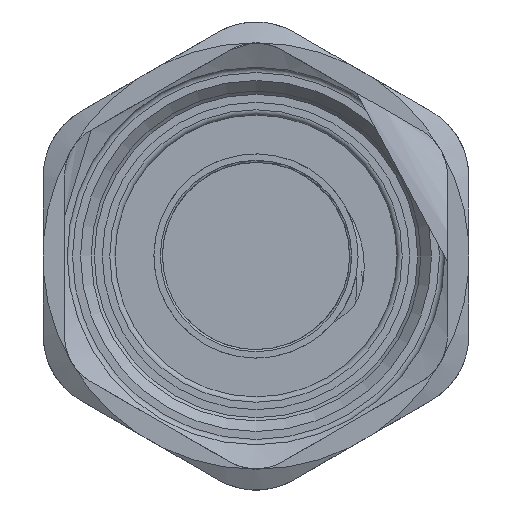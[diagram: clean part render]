
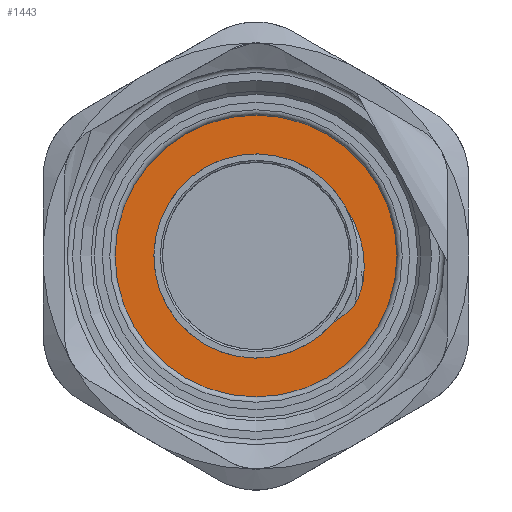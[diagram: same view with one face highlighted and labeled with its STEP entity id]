
A CAD part, front view. The second image highlights one B-rep face of the part: STEP entity #1443.
In plain terms, the highlighted planar face has unit normal (0, -1, 0).
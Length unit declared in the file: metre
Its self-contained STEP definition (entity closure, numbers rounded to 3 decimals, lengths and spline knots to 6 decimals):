
#125=B_SPLINE_CURVE_WITH_KNOTS('',3,(#2818,#2819,#2820,#2821,#2822,#2823),
 .UNSPECIFIED.,.F.,.F.,(4,2,4),(-0.250818,-0.12512,-0.00076),
 .UNSPECIFIED.);
#129=B_SPLINE_CURVE_WITH_KNOTS('',3,(#2860,#2861,#2862,#2863,#2864,#2865),
 .UNSPECIFIED.,.F.,.F.,(4,2,4),(-0.250726,-0.12649,0.),
 .UNSPECIFIED.);
#296=FACE_BOUND('',#464,.T.);
#375=FACE_OUTER_BOUND('',#463,.T.);
#463=EDGE_LOOP('',(#1251));
#464=EDGE_LOOP('',(#1252,#1253,#1254,#1255));
#469=CIRCLE('',#1467,0.01325);
#511=CIRCLE('',#1582,0.010379);
#512=CIRCLE('',#1584,0.0096);
#515=VERTEX_POINT('',#1911);
#642=VERTEX_POINT('',#2816);
#643=VERTEX_POINT('',#2817);
#644=VERTEX_POINT('',#2837);
#645=VERTEX_POINT('',#2859);
#648=EDGE_CURVE('',#515,#515,#469,.T.);
#842=EDGE_CURVE('',#642,#643,#125,.T.);
#845=EDGE_CURVE('',#644,#642,#511,.T.);
#847=EDGE_CURVE('',#645,#644,#129,.T.);
#849=EDGE_CURVE('',#643,#645,#512,.T.);
#1251=ORIENTED_EDGE('',*,*,#648,.T.);
#1252=ORIENTED_EDGE('',*,*,#845,.F.);
#1253=ORIENTED_EDGE('',*,*,#847,.F.);
#1254=ORIENTED_EDGE('',*,*,#849,.F.);
#1255=ORIENTED_EDGE('',*,*,#842,.F.);
#1283=PLANE('',#1585);
#1443=ADVANCED_FACE('',(#375,#296),#1283,.T.);
#1467=AXIS2_PLACEMENT_3D('',#1912,#1598,#1599);
#1582=AXIS2_PLACEMENT_3D('',#2838,#1892,#1893);
#1584=AXIS2_PLACEMENT_3D('',#2873,#1896,#1897);
#1585=AXIS2_PLACEMENT_3D('',#2874,#1898,#1899);
#1598=DIRECTION('center_axis',(0.,-1.,0.));
#1599=DIRECTION('ref_axis',(-0.866,0.,-0.5));
#1892=DIRECTION('center_axis',(0.,-1.,0.));
#1893=DIRECTION('ref_axis',(0.878,0.,0.479));
#1896=DIRECTION('center_axis',(0.,-1.,0.));
#1897=DIRECTION('ref_axis',(0.878,0.,0.479));
#1898=DIRECTION('center_axis',(0.,-1.,0.));
#1899=DIRECTION('ref_axis',(0.,0.,-1.));
#1911=CARTESIAN_POINT('',(0.,-0.051758,0.01325));
#1912=CARTESIAN_POINT('Origin',(0.,-0.051758,
0.));
#2816=CARTESIAN_POINT('',(0.010049,-0.051758,-0.002596));
#2817=CARTESIAN_POINT('',(0.009597,-0.051759,-0.000144));
#2818=CARTESIAN_POINT('Ctrl Pts',(0.010049,-0.051758,
-0.002596));
#2819=CARTESIAN_POINT('Ctrl Pts',(0.010028,-0.051758,
-0.002178));
#2820=CARTESIAN_POINT('Ctrl Pts',(0.009978,-0.051758,
-0.001761));
#2821=CARTESIAN_POINT('Ctrl Pts',(0.009826,-0.051758,
-0.000941));
#2822=CARTESIAN_POINT('Ctrl Pts',(0.009724,-0.051758,
-0.000539));
#2823=CARTESIAN_POINT('Ctrl Pts',(0.009595,-0.051758,
-0.000145));
#2837=CARTESIAN_POINT('',(0.009294,-0.051758,-0.004618));
#2838=CARTESIAN_POINT('Origin',(0.,-0.051758,
0.));
#2859=CARTESIAN_POINT('',(0.007344,-0.051758,-0.006182));
#2860=CARTESIAN_POINT('Ctrl Pts',(0.007344,-0.051758,
-0.006182));
#2861=CARTESIAN_POINT('Ctrl Pts',(0.007699,-0.051758,
-0.005968));
#2862=CARTESIAN_POINT('Ctrl Pts',(0.008038,-0.051758,
-0.00573));
#2863=CARTESIAN_POINT('Ctrl Pts',(0.00869,-0.051758,
-0.005207));
#2864=CARTESIAN_POINT('Ctrl Pts',(0.009001,-0.051758,
-0.004921));
#2865=CARTESIAN_POINT('Ctrl Pts',(0.009294,-0.051758,
-0.004617));
#2873=CARTESIAN_POINT('Origin',(0.,-0.051758,
0.));
#2874=CARTESIAN_POINT('Origin',(0.,-0.051758,
0.));
